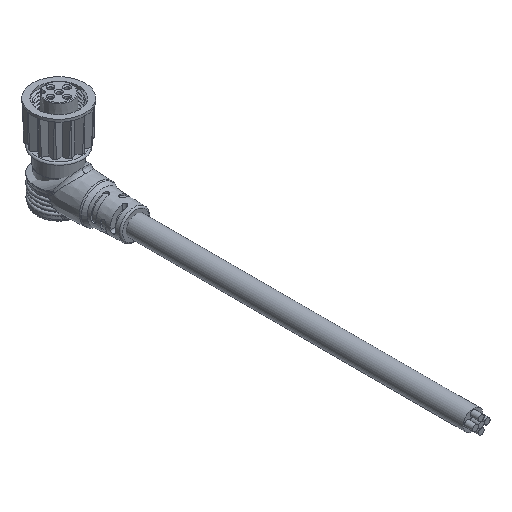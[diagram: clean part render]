
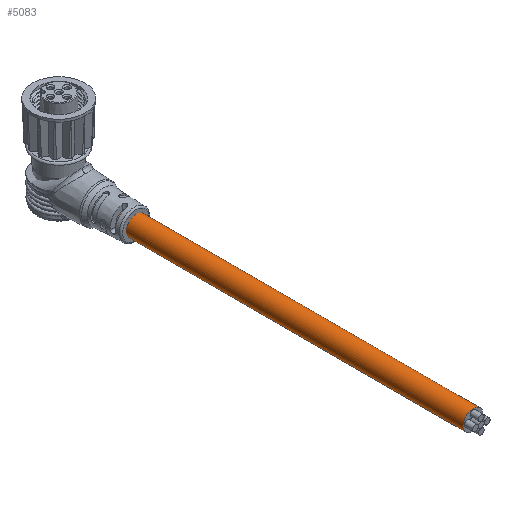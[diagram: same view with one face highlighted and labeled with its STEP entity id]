
A CAD part, isometric view. The second image highlights one B-rep face of the part: STEP entity #5083.
In plain terms, the highlighted cylindrical face has radius 3 mm (diameter 6 mm), a full revolution.
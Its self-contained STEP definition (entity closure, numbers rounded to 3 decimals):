
#2196=ORIENTED_EDGE('',*,*,#2904,.T.);
#2197=ORIENTED_EDGE('',*,*,#2899,.F.);
#2899=EDGE_CURVE('',#4239,#4239,#3120,.T.);
#2904=EDGE_CURVE('',#4244,#4244,#3125,.T.);
#3120=CIRCLE('',#5922,3.);
#3125=CIRCLE('',#5932,3.);
#3579=EDGE_LOOP('',(#2196));
#3580=EDGE_LOOP('',(#2197));
#3681=CYLINDRICAL_SURFACE('',#5931,3.);
#4239=VERTEX_POINT('',#15439);
#4244=VERTEX_POINT('',#15454);
#4704=FACE_BOUND('',#3579,.T.);
#4705=FACE_BOUND('',#3580,.T.);
#5083=ADVANCED_FACE('',(#4704,#4705),#3681,.T.);
#5922=AXIS2_PLACEMENT_3D('',#15438,#7122,#7123);
#5931=AXIS2_PLACEMENT_3D('',#15452,#7140,#7141);
#5932=AXIS2_PLACEMENT_3D('',#15453,#7142,#7143);
#7122=DIRECTION('',(0.,0.,-1.));
#7123=DIRECTION('',(1.,0.,0.));
#7140=DIRECTION('',(0.,0.,-1.));
#7141=DIRECTION('',(-1.,0.,0.));
#7142=DIRECTION('',(0.,0.,-1.));
#7143=DIRECTION('',(1.,0.,0.));
#15438=CARTESIAN_POINT('',(0.,0.,-60.));
#15439=CARTESIAN_POINT('',(3.,0.,-60.));
#15452=CARTESIAN_POINT('',(0.,0.,60.));
#15453=CARTESIAN_POINT('',(0.,0.,60.));
#15454=CARTESIAN_POINT('',(3.,0.,60.));
